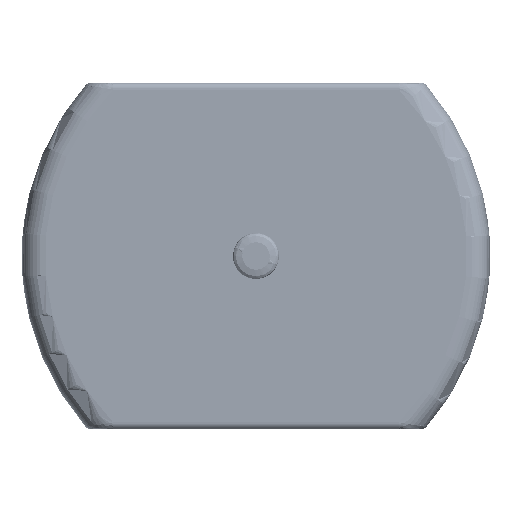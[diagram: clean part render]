
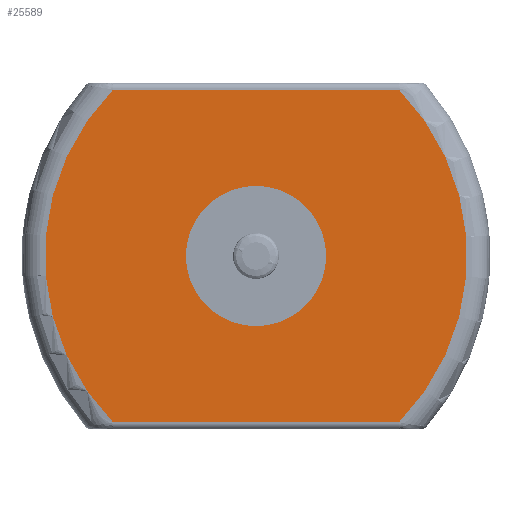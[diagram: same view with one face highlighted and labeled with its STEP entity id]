
A CAD part, left-side view. The second image highlights one B-rep face of the part: STEP entity #25589.
In plain terms, the highlighted planar face has unit normal (-1, 0, 0).
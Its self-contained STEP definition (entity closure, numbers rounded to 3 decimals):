
#171=FACE_BOUND('',#3488,.T.);
#1346=PLANE('',#27821);
#1630=FACE_OUTER_BOUND('',#3487,.T.);
#3487=EDGE_LOOP('',(#17114,#17115,#17116,#17117));
#3488=EDGE_LOOP('',(#17118));
#5388=CIRCLE('',#27783,2.42);
#5421=CIRCLE('',#27822,8.182);
#5422=CIRCLE('',#27823,8.182);
#8006=LINE('',#43091,#9339);
#8007=LINE('',#43094,#9340);
#9339=VECTOR('',#32612,800.);
#9340=VECTOR('',#32615,800.);
#10662=VERTEX_POINT('',#42853);
#10743=VERTEX_POINT('',#43087);
#10744=VERTEX_POINT('',#43088);
#10745=VERTEX_POINT('',#43090);
#10746=VERTEX_POINT('',#43092);
#12904=EDGE_CURVE('',#10662,#10662,#5388,.T.);
#12990=EDGE_CURVE('',#10743,#10744,#5421,.T.);
#12991=EDGE_CURVE('',#10744,#10745,#8006,.T.);
#12992=EDGE_CURVE('',#10745,#10746,#5422,.T.);
#12993=EDGE_CURVE('',#10746,#10743,#8007,.T.);
#17114=ORIENTED_EDGE('',*,*,#12990,.T.);
#17115=ORIENTED_EDGE('',*,*,#12991,.T.);
#17116=ORIENTED_EDGE('',*,*,#12992,.T.);
#17117=ORIENTED_EDGE('',*,*,#12993,.T.);
#17118=ORIENTED_EDGE('',*,*,#12904,.F.);
#25589=ADVANCED_FACE('',(#1630,#171),#1346,.T.);
#27783=AXIS2_PLACEMENT_3D('',#42855,#32481,#32482);
#27821=AXIS2_PLACEMENT_3D('',#43086,#32608,#32609);
#27822=AXIS2_PLACEMENT_3D('',#43089,#32610,#32611);
#27823=AXIS2_PLACEMENT_3D('',#43093,#32613,#32614);
#32481=DIRECTION('center_axis',(-1.,0.,0.));
#32482=DIRECTION('ref_axis',(0.,0.,1.));
#32608=DIRECTION('center_axis',(-1.,0.,0.));
#32609=DIRECTION('ref_axis',(0.,0.,1.));
#32610=DIRECTION('center_axis',(-1.,0.,0.));
#32611=DIRECTION('ref_axis',(0.,0.,1.));
#32612=DIRECTION('',(0.,1.,0.));
#32613=DIRECTION('center_axis',(-1.,0.,0.));
#32614=DIRECTION('ref_axis',(0.,0.,1.));
#32615=DIRECTION('',(0.,-1.,0.));
#42853=CARTESIAN_POINT('',(21.78,-0.34,-2.677));
#42855=CARTESIAN_POINT('Origin',(21.78,-0.34,-0.257));
#43086=CARTESIAN_POINT('Origin',(21.78,0.562,-0.257));
#43087=CARTESIAN_POINT('',(21.78,-5.269,-5.997));
#43088=CARTESIAN_POINT('',(21.78,-5.269,5.483));
#43089=CARTESIAN_POINT('Origin',(21.78,0.562,-0.257));
#43090=CARTESIAN_POINT('',(21.78,4.589,5.483));
#43091=CARTESIAN_POINT('',(21.78,4.342,5.483));
#43092=CARTESIAN_POINT('',(21.78,4.589,-5.997));
#43093=CARTESIAN_POINT('Origin',(21.78,-1.242,-0.257));
#43094=CARTESIAN_POINT('',(21.78,-5.022,-5.997));
